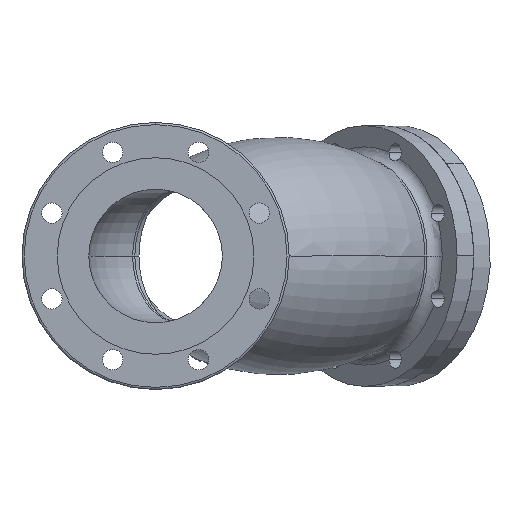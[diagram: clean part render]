
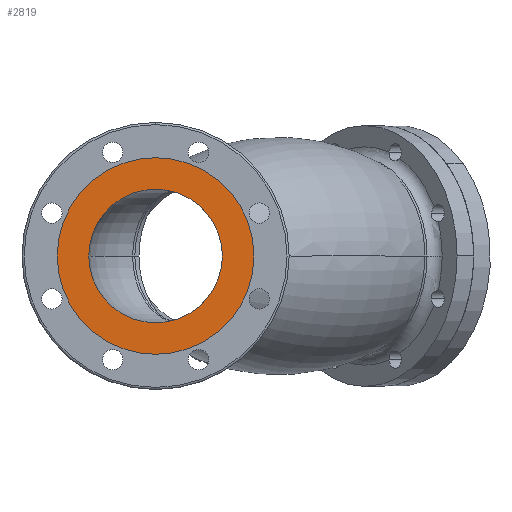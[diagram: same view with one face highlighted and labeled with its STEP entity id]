
A CAD part, left-side view. The second image highlights one B-rep face of the part: STEP entity #2819.
In plain terms, the highlighted planar face has unit normal (-1, 0, 0).
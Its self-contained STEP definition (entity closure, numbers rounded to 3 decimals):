
#152 = AXIS2_PLACEMENT_3D ( 'NONE', #9539, #2805, #9736 ) ;
#343 = CARTESIAN_POINT ( 'NONE',  ( -200., 0., 0. ) ) ;
#599 = AXIS2_PLACEMENT_3D ( 'NONE', #11167, #2724, #6396 ) ;
#919 = CARTESIAN_POINT ( 'NONE',  ( -200., 0., 92. ) ) ;
#1279 = DIRECTION ( 'NONE',  ( 1., 0., 0. ) ) ;
#1425 = ORIENTED_EDGE ( 'NONE', *, *, #11971, .F. ) ;
#1681 = DIRECTION ( 'NONE',  ( 1., 0., 0. ) ) ;
#1714 = DIRECTION ( 'NONE',  ( 0., 0., -1. ) ) ;
#2150 = DIRECTION ( 'NONE',  ( 0., 0., -1. ) ) ;
#2200 = VERTEX_POINT ( 'NONE', #5350 ) ;
#2651 = CARTESIAN_POINT ( 'NONE',  ( -200., 44.146, 0. ) ) ;
#2724 = DIRECTION ( 'NONE',  ( 1., 0., 0. ) ) ;
#2805 = DIRECTION ( 'NONE',  ( 1., 0., 0. ) ) ;
#2819 = ADVANCED_FACE ( 'NONE', ( #11088, #3479 ), #3539, .F. ) ;
#2879 = ORIENTED_EDGE ( 'NONE', *, *, #9843, .F. ) ;
#3479 = FACE_OUTER_BOUND ( 'NONE', #10925, .T. ) ;
#3539 = PLANE ( 'NONE',  #11771 ) ;
#3660 = ORIENTED_EDGE ( 'NONE', *, *, #10429, .T. ) ;
#3775 = CIRCLE ( 'NONE', #599, 92. ) ;
#3950 = CIRCLE ( 'NONE', #152, 62.5 ) ;
#4000 = CIRCLE ( 'NONE', #7614, 92. ) ;
#4255 = ORIENTED_EDGE ( 'NONE', *, *, #7932, .T. ) ;
#4531 = CARTESIAN_POINT ( 'NONE',  ( -200., 0., -92. ) ) ;
#5350 = CARTESIAN_POINT ( 'NONE',  ( -200., 0., -62.5 ) ) ;
#6354 = VERTEX_POINT ( 'NONE', #919 ) ;
#6375 = DIRECTION ( 'NONE',  ( 1., 0., 0. ) ) ;
#6396 = DIRECTION ( 'NONE',  ( 0., 0., -1. ) ) ;
#7614 = AXIS2_PLACEMENT_3D ( 'NONE', #9419, #1681, #9352 ) ;
#7932 = EDGE_CURVE ( 'NONE', #2200, #10884, #3950, .T. ) ;
#8525 = EDGE_LOOP ( 'NONE', ( #4255, #3660 ) ) ;
#8612 = AXIS2_PLACEMENT_3D ( 'NONE', #343, #1279, #2150 ) ;
#9352 = DIRECTION ( 'NONE',  ( 0., 0., -1. ) ) ;
#9419 = CARTESIAN_POINT ( 'NONE',  ( -200., 0., 0. ) ) ;
#9539 = CARTESIAN_POINT ( 'NONE',  ( -200., 0., 0. ) ) ;
#9736 = DIRECTION ( 'NONE',  ( 0., 0., -1. ) ) ;
#9843 = EDGE_CURVE ( 'NONE', #6354, #10750, #3775, .T. ) ;
#9913 = CARTESIAN_POINT ( 'NONE',  ( -200., 0., 62.5 ) ) ;
#10429 = EDGE_CURVE ( 'NONE', #10884, #2200, #12414, .T. ) ;
#10750 = VERTEX_POINT ( 'NONE', #4531 ) ;
#10884 = VERTEX_POINT ( 'NONE', #9913 ) ;
#10925 = EDGE_LOOP ( 'NONE', ( #1425, #2879 ) ) ;
#11088 = FACE_BOUND ( 'NONE', #8525, .T. ) ;
#11167 = CARTESIAN_POINT ( 'NONE',  ( -200., 0., 0. ) ) ;
#11771 = AXIS2_PLACEMENT_3D ( 'NONE', #2651, #6375, #1714 ) ;
#11971 = EDGE_CURVE ( 'NONE', #10750, #6354, #4000, .T. ) ;
#12414 = CIRCLE ( 'NONE', #8612, 62.5 ) ;
